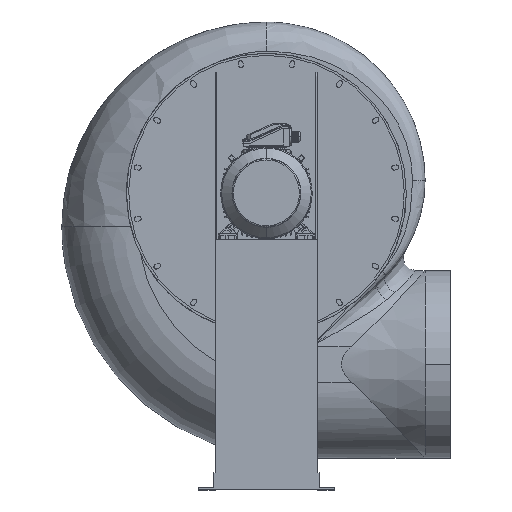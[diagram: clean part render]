
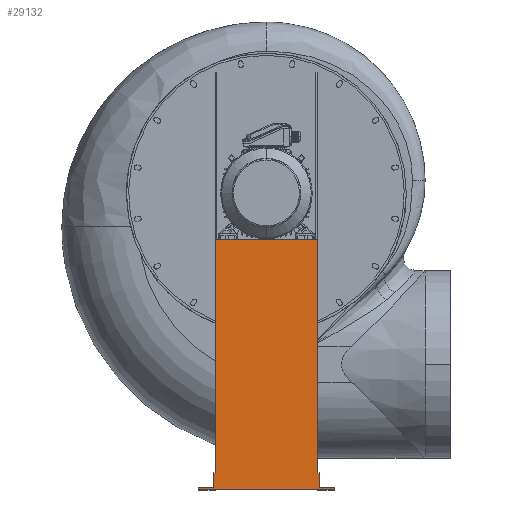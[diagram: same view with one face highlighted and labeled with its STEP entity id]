
A CAD part, top view. The second image highlights one B-rep face of the part: STEP entity #29132.
In plain terms, the highlighted face is planar.
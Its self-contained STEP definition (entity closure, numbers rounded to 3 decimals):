
#28 = CARTESIAN_POINT ( 'NONE',  ( 31., -300., -124. ) ) ;
#500 = CARTESIAN_POINT ( 'NONE',  ( 31., -300., -88. ) ) ;
#2228 = CARTESIAN_POINT ( 'NONE',  ( -5., -300., -128. ) ) ;
#2443 = VECTOR ( 'NONE', #5083, 1000. ) ;
#5083 = DIRECTION ( 'NONE',  ( 0., 0., 1. ) ) ;
#6679 = CARTESIAN_POINT ( 'NONE',  ( 35., -300., 470. ) ) ;
#8361 = DIRECTION ( 'NONE',  ( -1., 0., 0. ) ) ;
#10329 = DIRECTION ( 'NONE',  ( -1., 0., 0. ) ) ;
#12633 = VERTEX_POINT ( 'NONE', #500 ) ;
#13816 = DIRECTION ( 'NONE',  ( 1., 0., 0. ) ) ;
#15027 = VERTEX_POINT ( 'NONE', #129168 ) ;
#15403 = CARTESIAN_POINT ( 'NONE',  ( 31., -300., -124. ) ) ;
#15702 = VECTOR ( 'NONE', #10329, 1000. ) ;
#17384 = VECTOR ( 'NONE', #117165, 1000. ) ;
#18756 = ORIENTED_EDGE ( 'NONE', *, *, #115036, .F. ) ;
#18911 = DIRECTION ( 'NONE',  ( 1., 0., 0. ) ) ;
#19021 = EDGE_CURVE ( 'NONE', #115714, #90031, #81090, .T. ) ;
#21035 = ORIENTED_EDGE ( 'NONE', *, *, #36521, .T. ) ;
#21141 = CARTESIAN_POINT ( 'NONE',  ( 280., -300., 470. ) ) ;
#21233 = DIRECTION ( 'NONE',  ( 0., 0., 1. ) ) ;
#22157 = ORIENTED_EDGE ( 'NONE', *, *, #89527, .T. ) ;
#28094 = LINE ( 'NONE', #39917, #78552 ) ;
#29132 = ADVANCED_FACE ( 'NONE', ( #32855 ), #72979, .F. ) ;
#29479 = EDGE_CURVE ( 'NONE', #60834, #70130, #74112, .T. ) ;
#32855 = FACE_OUTER_BOUND ( 'NONE', #54839, .T. ) ;
#34013 = LINE ( 'NONE', #115601, #96030 ) ;
#36521 = EDGE_CURVE ( 'NONE', #123378, #72617, #90351, .T. ) ;
#39872 = CARTESIAN_POINT ( 'NONE',  ( 280., -300., 470. ) ) ;
#39917 = CARTESIAN_POINT ( 'NONE',  ( 31., -300., -88. ) ) ;
#40704 = CARTESIAN_POINT ( 'NONE',  ( 35., -300., 470. ) ) ;
#40983 = VECTOR ( 'NONE', #96285, 1000. ) ;
#41789 = VERTEX_POINT ( 'NONE', #28 ) ;
#42081 = EDGE_CURVE ( 'NONE', #12633, #71210, #28094, .T. ) ;
#42644 = ORIENTED_EDGE ( 'NONE', *, *, #69408, .T. ) ;
#42859 = CARTESIAN_POINT ( 'NONE',  ( 280., -300., -88. ) ) ;
#43141 = VECTOR ( 'NONE', #87072, 1000. ) ;
#44134 = ORIENTED_EDGE ( 'NONE', *, *, #91871, .F. ) ;
#44214 = VECTOR ( 'NONE', #81111, 1000. ) ;
#44972 = LINE ( 'NONE', #46922, #40983 ) ;
#46273 = LINE ( 'NONE', #15403, #43141 ) ;
#46922 = CARTESIAN_POINT ( 'NONE',  ( -5., -300., -124. ) ) ;
#47225 = CARTESIAN_POINT ( 'NONE',  ( 284., -300., -88. ) ) ;
#48308 = ORIENTED_EDGE ( 'NONE', *, *, #42081, .F. ) ;
#48470 = AXIS2_PLACEMENT_3D ( 'NONE', #66332, #76860, #13816 ) ;
#50732 = ORIENTED_EDGE ( 'NONE', *, *, #78699, .T. ) ;
#52845 = DIRECTION ( 'NONE',  ( -1., 0., 0. ) ) ;
#54839 = EDGE_LOOP ( 'NONE', ( #55118, #48308, #44134, #125329, #18756, #22157, #69363, #50732, #21035, #116196, #115178, #42644 ) ) ;
#55118 = ORIENTED_EDGE ( 'NONE', *, *, #90040, .T. ) ;
#60834 = VERTEX_POINT ( 'NONE', #42859 ) ;
#64071 = VECTOR ( 'NONE', #52845, 1000. ) ;
#65657 = LINE ( 'NONE', #84124, #111851 ) ;
#66332 = CARTESIAN_POINT ( 'NONE',  ( 35., -300., -128. ) ) ;
#69363 = ORIENTED_EDGE ( 'NONE', *, *, #19021, .T. ) ;
#69408 = EDGE_CURVE ( 'NONE', #70130, #103390, #130023, .T. ) ;
#70130 = VERTEX_POINT ( 'NONE', #21141 ) ;
#70617 = DIRECTION ( 'NONE',  ( 0., 0., 1. ) ) ;
#71210 = VERTEX_POINT ( 'NONE', #113867 ) ;
#72617 = VERTEX_POINT ( 'NONE', #47225 ) ;
#72979 = PLANE ( 'NONE',  #48470 ) ;
#73689 = VECTOR ( 'NONE', #70617, 1000. ) ;
#74112 = LINE ( 'NONE', #95156, #2443 ) ;
#76860 = DIRECTION ( 'NONE',  ( 0., 1., 0. ) ) ;
#78552 = VECTOR ( 'NONE', #18911, 1000. ) ;
#78699 = EDGE_CURVE ( 'NONE', #90031, #123378, #115978, .T. ) ;
#81090 = LINE ( 'NONE', #91633, #96682 ) ;
#81111 = DIRECTION ( 'NONE',  ( 0., 0., 1. ) ) ;
#83487 = DIRECTION ( 'NONE',  ( 1., 0., 0. ) ) ;
#84124 = CARTESIAN_POINT ( 'NONE',  ( 35., -300., -128. ) ) ;
#87072 = DIRECTION ( 'NONE',  ( 0., 0., 1. ) ) ;
#88083 = CARTESIAN_POINT ( 'NONE',  ( 284., -300., -124. ) ) ;
#89527 = EDGE_CURVE ( 'NONE', #15027, #115714, #65657, .T. ) ;
#90031 = VERTEX_POINT ( 'NONE', #96119 ) ;
#90040 = EDGE_CURVE ( 'NONE', #103390, #71210, #94185, .T. ) ;
#90351 = LINE ( 'NONE', #100229, #44214 ) ;
#91633 = CARTESIAN_POINT ( 'NONE',  ( 320., -300., -128. ) ) ;
#91852 = EDGE_CURVE ( 'NONE', #124747, #41789, #44972, .T. ) ;
#91871 = EDGE_CURVE ( 'NONE', #41789, #12633, #46273, .T. ) ;
#94185 = LINE ( 'NONE', #6679, #17384 ) ;
#95156 = CARTESIAN_POINT ( 'NONE',  ( 280., -300., -128. ) ) ;
#96030 = VECTOR ( 'NONE', #8361, 1000. ) ;
#96119 = CARTESIAN_POINT ( 'NONE',  ( 320., -300., -124. ) ) ;
#96285 = DIRECTION ( 'NONE',  ( 1., 0., 0. ) ) ;
#96347 = CARTESIAN_POINT ( 'NONE',  ( 320., -300., -128. ) ) ;
#96682 = VECTOR ( 'NONE', #21233, 1000. ) ;
#100229 = CARTESIAN_POINT ( 'NONE',  ( 284., -300., -124. ) ) ;
#103390 = VERTEX_POINT ( 'NONE', #40704 ) ;
#103518 = CARTESIAN_POINT ( 'NONE',  ( 320., -300., -124. ) ) ;
#111851 = VECTOR ( 'NONE', #83487, 1000. ) ;
#113867 = CARTESIAN_POINT ( 'NONE',  ( 35., -300., -88. ) ) ;
#115036 = EDGE_CURVE ( 'NONE', #15027, #124747, #121930, .T. ) ;
#115178 = ORIENTED_EDGE ( 'NONE', *, *, #29479, .T. ) ;
#115601 = CARTESIAN_POINT ( 'NONE',  ( 284., -300., -88. ) ) ;
#115714 = VERTEX_POINT ( 'NONE', #96347 ) ;
#115978 = LINE ( 'NONE', #103518, #64071 ) ;
#116196 = ORIENTED_EDGE ( 'NONE', *, *, #124003, .T. ) ;
#116576 = CARTESIAN_POINT ( 'NONE',  ( -5., -300., -124. ) ) ;
#117165 = DIRECTION ( 'NONE',  ( 0., 0., -1. ) ) ;
#121930 = LINE ( 'NONE', #2228, #73689 ) ;
#123378 = VERTEX_POINT ( 'NONE', #88083 ) ;
#124003 = EDGE_CURVE ( 'NONE', #72617, #60834, #34013, .T. ) ;
#124747 = VERTEX_POINT ( 'NONE', #116576 ) ;
#125329 = ORIENTED_EDGE ( 'NONE', *, *, #91852, .F. ) ;
#129168 = CARTESIAN_POINT ( 'NONE',  ( -5., -300., -128. ) ) ;
#130023 = LINE ( 'NONE', #39872, #15702 ) ;
